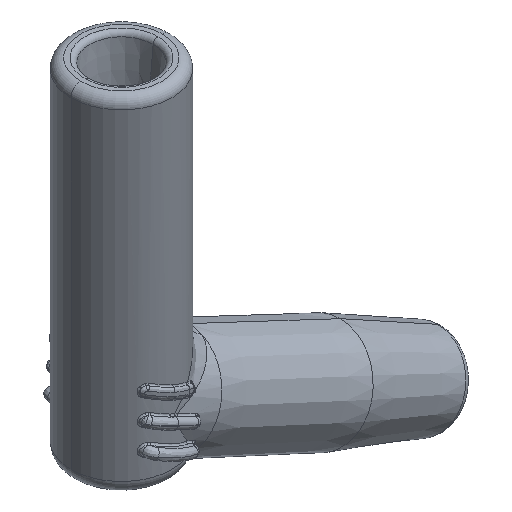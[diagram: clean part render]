
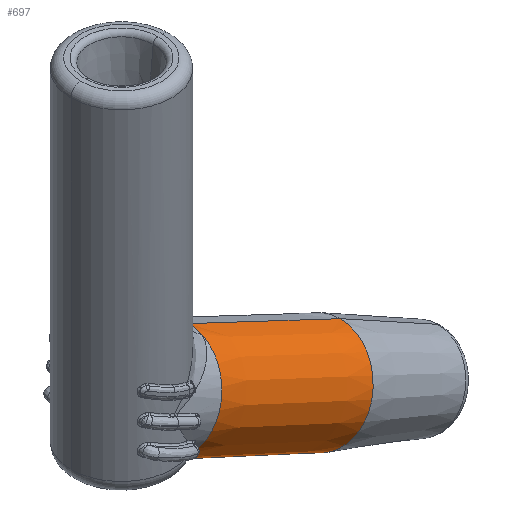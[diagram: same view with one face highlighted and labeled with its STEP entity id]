
A CAD part, isometric view. The second image highlights one B-rep face of the part: STEP entity #697.
In plain terms, the highlighted conical face has half-angle 0.273 degrees and reference radius 7.874 mm.
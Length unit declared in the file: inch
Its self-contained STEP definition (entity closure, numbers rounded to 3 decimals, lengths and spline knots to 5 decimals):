
#2 = ORIENTED_EDGE ( 'NONE', *, *, #6381, .F. ) ;
#97 = FACE_OUTER_BOUND ( 'NONE', #5659, .T. ) ;
#157 = CONICAL_SURFACE ( 'NONE', #4497, 0.31, 0.005 ) ;
#244 = EDGE_CURVE ( 'NONE', #9911, #3805, #8212, .T. ) ;
#336 = CARTESIAN_POINT ( 'NONE',  ( 0.4133, -0.08809, -1.65903 ) ) ;
#697 = ADVANCED_FACE ( 'NONE', ( #97 ), #157, .T. ) ;
#1334 = CARTESIAN_POINT ( 'NONE',  ( 1.10451, 0., -2.65709 ) ) ;
#1656 = DIRECTION ( 'NONE',  ( 0.423, 0., 0.906 ) ) ;
#2173 = DIRECTION ( 'NONE',  ( -0.904, 0., 0.427 ) ) ;
#2175 = DIRECTION ( 'NONE',  ( 0.906, 0., -0.423 ) ) ;
#2455 = DIRECTION ( 'NONE',  ( 0.906, 0., -0.423 ) ) ;
#2610 = CARTESIAN_POINT ( 'NONE',  ( 1.23552, 0., -2.37613 ) ) ;
#2668 = AXIS2_PLACEMENT_3D ( 'NONE', #9344, #2455, #5515 ) ;
#2960 = EDGE_CURVE ( 'NONE', #4014, #3553, #5983, .T. ) ;
#3553 = VERTEX_POINT ( 'NONE', #6653 ) ;
#3621 = ORIENTED_EDGE ( 'NONE', *, *, #244, .F. ) ;
#3805 = VERTEX_POINT ( 'NONE', #7140 ) ;
#4006 = CARTESIAN_POINT ( 'NONE',  ( 1.10451, 0., -2.65709 ) ) ;
#4014 = VERTEX_POINT ( 'NONE', #9910 ) ;
#4396 = DIRECTION ( 'NONE',  ( -0.908, 0., 0.418 ) ) ;
#4497 = AXIS2_PLACEMENT_3D ( 'NONE', #5477, #8528, #1656 ) ;
#4854 = ORIENTED_EDGE ( 'NONE', *, *, #6141, .T. ) ;
#4907 = ORIENTED_EDGE ( 'NONE', *, *, #2960, .T. ) ;
#4921 = CIRCLE ( 'NONE', #9262, 0.315 ) ;
#4960 = VERTEX_POINT ( 'NONE', #336 ) ;
#5234 = DIRECTION ( 'NONE',  ( 0.423, 0., 0.906 ) ) ;
#5477 = CARTESIAN_POINT ( 'NONE',  ( 1.23552, 0., -2.37613 ) ) ;
#5515 = DIRECTION ( 'NONE',  ( 0.423, 0., 0.906 ) ) ;
#5607 = ORIENTED_EDGE ( 'NONE', *, *, #9465, .T. ) ;
#5659 = EDGE_LOOP ( 'NONE', ( #3621, #2, #4907, #5607, #4854 ) ) ;
#5673 = DIRECTION ( 'NONE',  ( 0.906, 0., -0.423 ) ) ;
#5983 = LINE ( 'NONE', #9056, #8769 ) ;
#6141 = EDGE_CURVE ( 'NONE', #4960, #3805, #4921, .T. ) ;
#6381 = EDGE_CURVE ( 'NONE', #4014, #9911, #8293, .T. ) ;
#6653 = CARTESIAN_POINT ( 'NONE',  ( 0.41861, 0., -1.64764 ) ) ;
#7140 = CARTESIAN_POINT ( 'NONE',  ( 0.15236, 0., -2.21861 ) ) ;
#7721 = AXIS2_PLACEMENT_3D ( 'NONE', #2610, #5673, #8727 ) ;
#8212 = LINE ( 'NONE', #1334, #9411 ) ;
#8293 = CIRCLE ( 'NONE', #7721, 0.31 ) ;
#8528 = DIRECTION ( 'NONE',  ( -0.906, 0., 0.423 ) ) ;
#8727 = DIRECTION ( 'NONE',  ( -0.423, 0., -0.906 ) ) ;
#8769 = VECTOR ( 'NONE', #2173, 39.37008 ) ;
#9056 = CARTESIAN_POINT ( 'NONE',  ( 1.36653, 0., -2.09518 ) ) ;
#9059 = CARTESIAN_POINT ( 'NONE',  ( 0.28549, 0., -1.93312 ) ) ;
#9262 = AXIS2_PLACEMENT_3D ( 'NONE', #9059, #2175, #5234 ) ;
#9344 = CARTESIAN_POINT ( 'NONE',  ( 0.28549, 0., -1.93312 ) ) ;
#9411 = VECTOR ( 'NONE', #4396, 39.37008 ) ;
#9465 = EDGE_CURVE ( 'NONE', #3553, #4960, #9807, .T. ) ;
#9807 = CIRCLE ( 'NONE', #2668, 0.315 ) ;
#9910 = CARTESIAN_POINT ( 'NONE',  ( 1.36653, 0., -2.09518 ) ) ;
#9911 = VERTEX_POINT ( 'NONE', #4006 ) ;
